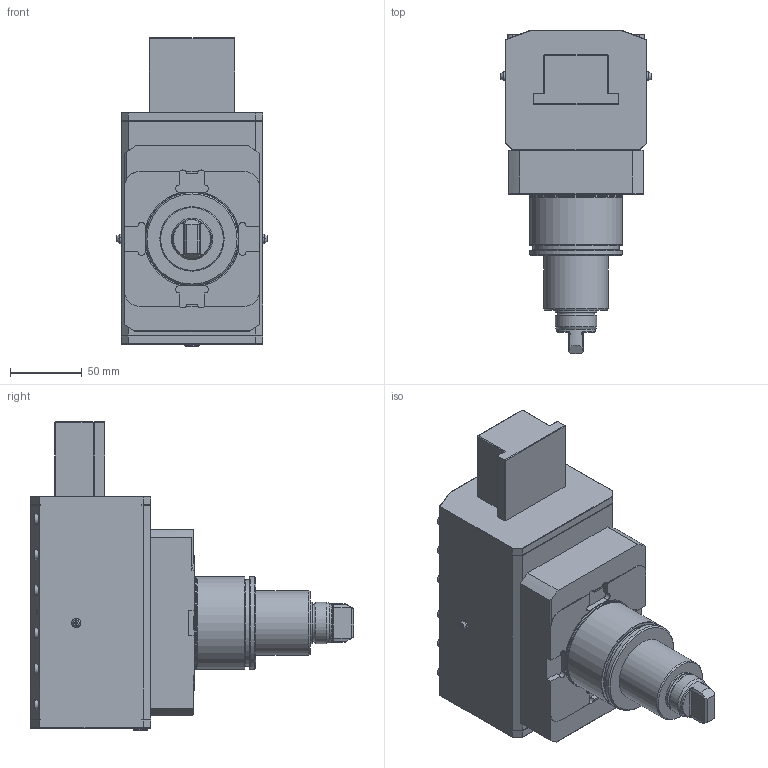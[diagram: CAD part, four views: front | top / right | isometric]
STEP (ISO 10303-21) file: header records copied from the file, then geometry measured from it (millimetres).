
FILE_DESCRIPTION (( 'STEP AP214' ), '1' );
FILE_NAME ('RRPSTRH50131UT65P.STEP', '2025-09-01T15:55:08', ( '' ), ( '' ), 'SwSTEP 2.0', 'SolidWorks 2023', '' );
FILE_SCHEMA (( 'AUTOMOTIVE_DESIGN' ));
Length unit declared in the file: millimetre
Products named in the file (1): RRPSTRH50131UT65P
Bounding box: 105.6 x 226 x 215.33 mm (x, y, z)
Volume: 1985786.8 mm3; surface area: 140801.5 mm2
Topology: 1 solids, 4 shells, 773 faces, 1941 edges, 1244 vertices
Faces by surface type: plane 466, cylinder 112, bspline 108, cone 52, torus 31, sphere 4
Full cylindrical faces by diameter (mm): 1.7 x1, 2.1 x1, 6.366 x1, 27 x1, 29 x2, 45 x1, 60.3 x1, 64.6 x1, 65 x2
Entity records: 33231 total; most frequent: CARTESIAN_POINT 11772, ORIENTED_EDGE 3830, DIRECTION 3265, EDGE_CURVE 1915, LINE 1295, VECTOR 1295, VERTEX_POINT 1240, AXIS2_PLACEMENT_3D 985
